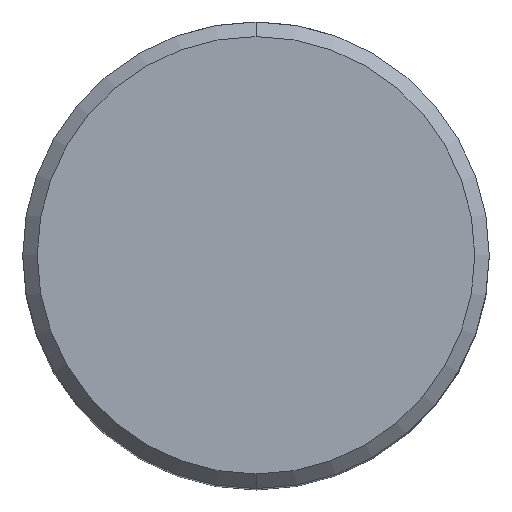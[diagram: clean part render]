
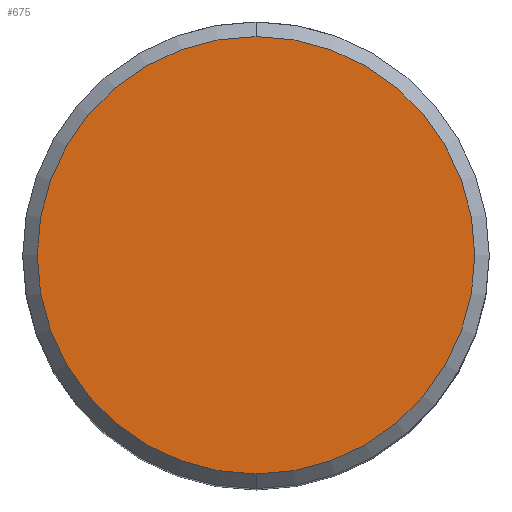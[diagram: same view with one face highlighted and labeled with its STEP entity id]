
A CAD part, top view. The second image highlights one B-rep face of the part: STEP entity #675.
In plain terms, the highlighted planar face has unit normal (0, 0, 1).
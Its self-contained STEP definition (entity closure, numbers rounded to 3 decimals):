
#335=VERTEX_POINT('',#947);
#567=EDGE_CURVE('',#335,#585,#1200,.T.);
#585=VERTEX_POINT('',#1219);
#675=ADVANCED_FACE('',(#1318),#1319,.T.);
#767=EDGE_CURVE('',#585,#335,#1421,.T.);
#947=CARTESIAN_POINT('',(0.,-15.0,0.0));
#1200=CIRCLE('',#5893,15.0);
#1219=CARTESIAN_POINT('',(0.0,15.0,0.0));
#1318=FACE_OUTER_BOUND('',#6298,.T.);
#1319=PLANE('',#6299);
#1421=CIRCLE('',#9763,15.0);
#5893=AXIS2_PLACEMENT_3D('',#10733,#10734,#10735);
#6298=EDGE_LOOP('',(#10837,#10838));
#6299=AXIS2_PLACEMENT_3D('',#10839,#10840,#10841);
#9763=AXIS2_PLACEMENT_3D('',#10980,#10981,#10982);
#10733=CARTESIAN_POINT('',(0.0,0.0,0.0));
#10734=DIRECTION('',(0.0,0.0,-1.0));
#10735=DIRECTION('',(0.0,1.0,0.0));
#10837=ORIENTED_EDGE('',*,*,#767,.F.);
#10838=ORIENTED_EDGE('',*,*,#567,.F.);
#10839=CARTESIAN_POINT('',(0.0,7.5,0.0));
#10840=DIRECTION('',(-0.0,0.0,1.0));
#10841=DIRECTION('',(0.0,-1.0,0.0));
#10980=CARTESIAN_POINT('',(0.0,0.0,0.0));
#10981=DIRECTION('',(0.0,0.0,-1.0));
#10982=DIRECTION('',(0.0,1.0,0.0));
